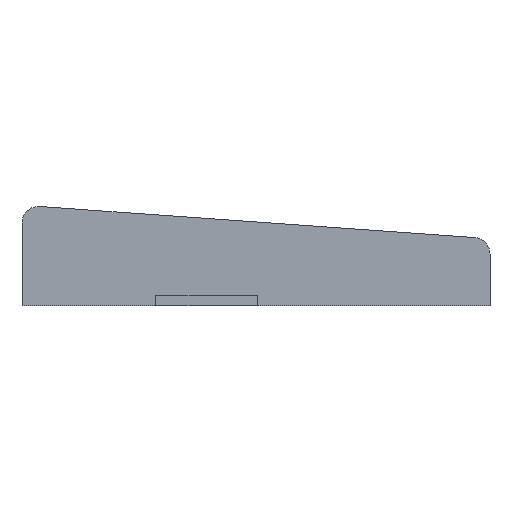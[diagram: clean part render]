
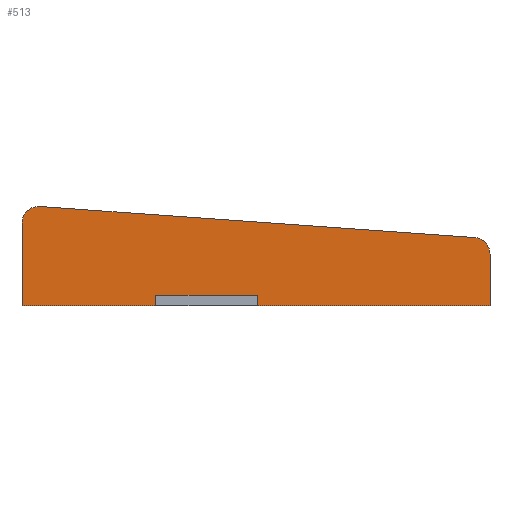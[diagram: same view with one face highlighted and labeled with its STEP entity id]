
A CAD part, front view. The second image highlights one B-rep face of the part: STEP entity #513.
In plain terms, the highlighted planar face has unit normal (0, -1, 0).
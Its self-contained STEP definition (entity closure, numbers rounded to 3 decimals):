
#38=PLANE('',#563);
#67=FACE_OUTER_BOUND('',#98,.T.);
#98=EDGE_LOOP('',(#458,#459,#460,#461,#462,#463));
#127=LINE('',#755,#190);
#147=LINE('',#796,#210);
#151=LINE('',#804,#214);
#154=LINE('',#810,#217);
#190=VECTOR('',#611,10.);
#210=VECTOR('',#651,10.);
#214=VECTOR('',#657,10.);
#217=VECTOR('',#662,10.);
#233=CIRCLE('',#557,5.);
#235=CIRCLE('',#560,5.);
#254=VERTEX_POINT('',#752);
#255=VERTEX_POINT('',#754);
#265=VERTEX_POINT('',#794);
#266=VERTEX_POINT('',#795);
#269=VERTEX_POINT('',#803);
#271=VERTEX_POINT('',#809);
#304=EDGE_CURVE('',#255,#254,#127,.T.);
#324=EDGE_CURVE('',#265,#266,#147,.T.);
#328=EDGE_CURVE('',#266,#269,#151,.T.);
#331=EDGE_CURVE('',#269,#271,#154,.T.);
#334=EDGE_CURVE('',#255,#271,#233,.T.);
#336=EDGE_CURVE('',#265,#254,#235,.T.);
#458=ORIENTED_EDGE('',*,*,#336,.F.);
#459=ORIENTED_EDGE('',*,*,#324,.T.);
#460=ORIENTED_EDGE('',*,*,#328,.T.);
#461=ORIENTED_EDGE('',*,*,#331,.T.);
#462=ORIENTED_EDGE('',*,*,#334,.F.);
#463=ORIENTED_EDGE('',*,*,#304,.T.);
#513=ADVANCED_FACE('',(#67),#38,.F.);
#557=AXIS2_PLACEMENT_3D('',#815,#667,#668);
#560=AXIS2_PLACEMENT_3D('',#818,#673,#674);
#563=AXIS2_PLACEMENT_3D('',#821,#679,#680);
#611=DIRECTION('',(-0.997,0.,0.071));
#651=DIRECTION('',(0.,0.,-1.));
#657=DIRECTION('',(1.,0.,0.));
#662=DIRECTION('',(0.,0.,1.));
#667=DIRECTION('center_axis',(0.,1.,0.));
#668=DIRECTION('ref_axis',(0.071,0.,0.997));
#673=DIRECTION('center_axis',(0.,1.,0.));
#674=DIRECTION('ref_axis',(-1.,0.,0.));
#679=DIRECTION('center_axis',(0.,1.,0.));
#680=DIRECTION('ref_axis',(1.,0.,0.));
#752=CARTESIAN_POINT('',(5.356,190.,29.617));
#754=CARTESIAN_POINT('',(135.356,190.,20.332));
#755=CARTESIAN_POINT('',(135.356,190.,20.332));
#794=CARTESIAN_POINT('',(0.,190.,24.63));
#795=CARTESIAN_POINT('',(0.,190.,0.));
#796=CARTESIAN_POINT('',(0.,190.,24.63));
#803=CARTESIAN_POINT('',(140.,190.,0.));
#804=CARTESIAN_POINT('',(0.,190.,0.));
#809=CARTESIAN_POINT('',(140.,190.,15.344));
#810=CARTESIAN_POINT('',(140.,190.,0.));
#815=CARTESIAN_POINT('Origin',(135.,190.,15.344));
#818=CARTESIAN_POINT('Origin',(5.,190.,24.63));
#821=CARTESIAN_POINT('Origin',(70.,190.,14.815));
